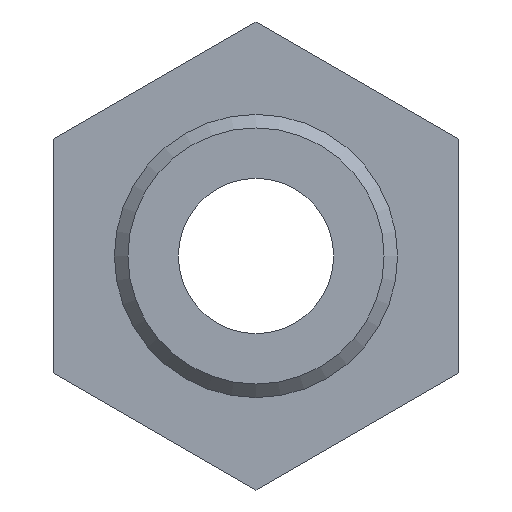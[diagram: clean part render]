
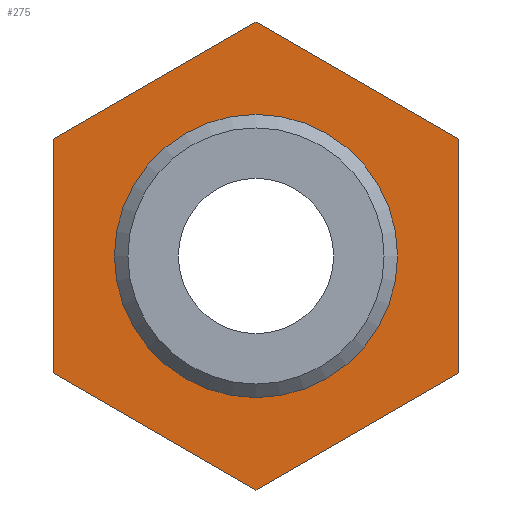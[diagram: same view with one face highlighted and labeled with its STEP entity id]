
A CAD part, left-side view. The second image highlights one B-rep face of the part: STEP entity #275.
In plain terms, the highlighted planar face has unit normal (-1, 0, 0).
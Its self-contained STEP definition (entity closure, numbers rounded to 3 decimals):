
#40 = DIRECTION ( 'NONE',  ( 0., -0.866, 0.5 ) ) ;
#43 = VERTEX_POINT ( 'NONE', #286 ) ;
#45 = DIRECTION ( 'NONE',  ( 0., 0.866, 0.5 ) ) ;
#51 = CARTESIAN_POINT ( 'NONE',  ( 12., -15., -8.66 ) ) ;
#61 = CARTESIAN_POINT ( 'NONE',  ( 12., 0., -17.321 ) ) ;
#68 = CIRCLE ( 'NONE', #490, 10.48 ) ;
#90 = ORIENTED_EDGE ( 'NONE', *, *, #268, .T. ) ;
#91 = CARTESIAN_POINT ( 'NONE',  ( 12., 0., 17.321 ) ) ;
#106 = EDGE_CURVE ( 'NONE', #381, #206, #469, .T. ) ;
#115 = LINE ( 'NONE', #424, #379 ) ;
#116 = CARTESIAN_POINT ( 'NONE',  ( 12., 0., -10.48 ) ) ;
#117 = ORIENTED_EDGE ( 'NONE', *, *, #106, .T. ) ;
#121 = LINE ( 'NONE', #150, #489 ) ;
#132 = CARTESIAN_POINT ( 'NONE',  ( 12., 0., 17.321 ) ) ;
#135 = EDGE_CURVE ( 'NONE', #449, #449, #68, .T. ) ;
#140 = CARTESIAN_POINT ( 'NONE',  ( 12., 0., 0. ) ) ;
#141 = FACE_BOUND ( 'NONE', #405, .T. ) ;
#150 = CARTESIAN_POINT ( 'NONE',  ( 12., -15., 0. ) ) ;
#161 = EDGE_CURVE ( 'NONE', #43, #381, #278, .T. ) ;
#172 = VECTOR ( 'NONE', #40, 1000. ) ;
#174 = EDGE_CURVE ( 'NONE', #391, #205, #225, .T. ) ;
#185 = EDGE_CURVE ( 'NONE', #205, #457, #509, .T. ) ;
#186 = PLANE ( 'NONE',  #440 ) ;
#195 = VECTOR ( 'NONE', #512, 1000. ) ;
#205 = VERTEX_POINT ( 'NONE', #132 ) ;
#206 = VERTEX_POINT ( 'NONE', #51 ) ;
#207 = CARTESIAN_POINT ( 'NONE',  ( 12., 0., -17.321 ) ) ;
#225 = LINE ( 'NONE', #377, #492 ) ;
#229 = FACE_OUTER_BOUND ( 'NONE', #266, .T. ) ;
#243 = CARTESIAN_POINT ( 'NONE',  ( 12., 15., 8.66 ) ) ;
#247 = ORIENTED_EDGE ( 'NONE', *, *, #135, .F. ) ;
#258 = CARTESIAN_POINT ( 'NONE',  ( 12., 0., 0. ) ) ;
#263 = ORIENTED_EDGE ( 'NONE', *, *, #174, .T. ) ;
#266 = EDGE_LOOP ( 'NONE', ( #421, #90, #427, #117, #387, #263 ) ) ;
#268 = EDGE_CURVE ( 'NONE', #457, #43, #115, .T. ) ;
#275 = ADVANCED_FACE ( 'NONE', ( #141, #229 ), #186, .T. ) ;
#278 = LINE ( 'NONE', #508, #412 ) ;
#280 = DIRECTION ( 'NONE',  ( 0., 0., 1. ) ) ;
#286 = CARTESIAN_POINT ( 'NONE',  ( 12., 15., -8.66 ) ) ;
#327 = DIRECTION ( 'NONE',  ( -1., 0., 0. ) ) ;
#336 = DIRECTION ( 'NONE',  ( 0., -0.866, -0.5 ) ) ;
#369 = DIRECTION ( 'NONE',  ( 0., 0., -1. ) ) ;
#377 = CARTESIAN_POINT ( 'NONE',  ( 12., -15., 8.66 ) ) ;
#378 = DIRECTION ( 'NONE',  ( 0., 0., -1. ) ) ;
#379 = VECTOR ( 'NONE', #378, 1000. ) ;
#381 = VERTEX_POINT ( 'NONE', #61 ) ;
#387 = ORIENTED_EDGE ( 'NONE', *, *, #401, .T. ) ;
#389 = DIRECTION ( 'NONE',  ( -1., 0., 0. ) ) ;
#391 = VERTEX_POINT ( 'NONE', #442 ) ;
#401 = EDGE_CURVE ( 'NONE', #206, #391, #121, .T. ) ;
#405 = EDGE_LOOP ( 'NONE', ( #247 ) ) ;
#412 = VECTOR ( 'NONE', #336, 1000. ) ;
#421 = ORIENTED_EDGE ( 'NONE', *, *, #185, .T. ) ;
#424 = CARTESIAN_POINT ( 'NONE',  ( 12., 15., 0. ) ) ;
#427 = ORIENTED_EDGE ( 'NONE', *, *, #161, .T. ) ;
#431 = DIRECTION ( 'NONE',  ( 0., 0., 1. ) ) ;
#440 = AXIS2_PLACEMENT_3D ( 'NONE', #140, #389, #431 ) ;
#442 = CARTESIAN_POINT ( 'NONE',  ( 12., -15., 8.66 ) ) ;
#449 = VERTEX_POINT ( 'NONE', #116 ) ;
#457 = VERTEX_POINT ( 'NONE', #243 ) ;
#469 = LINE ( 'NONE', #207, #172 ) ;
#489 = VECTOR ( 'NONE', #280, 1000. ) ;
#490 = AXIS2_PLACEMENT_3D ( 'NONE', #258, #327, #369 ) ;
#492 = VECTOR ( 'NONE', #45, 1000. ) ;
#508 = CARTESIAN_POINT ( 'NONE',  ( 12., 15., -8.66 ) ) ;
#509 = LINE ( 'NONE', #91, #195 ) ;
#512 = DIRECTION ( 'NONE',  ( 0., 0.866, -0.5 ) ) ;
